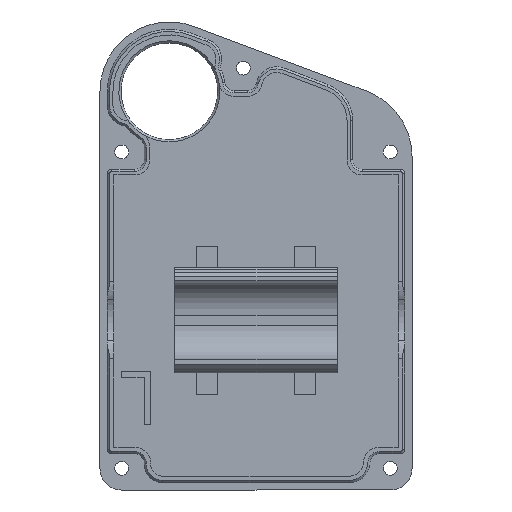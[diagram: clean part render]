
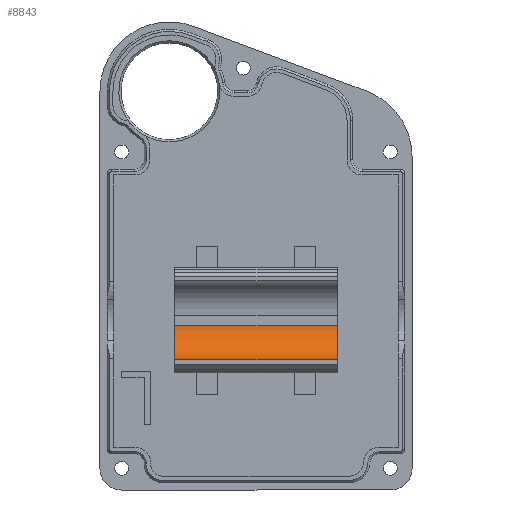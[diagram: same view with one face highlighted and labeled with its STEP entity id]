
A CAD part, left-side view. The second image highlights one B-rep face of the part: STEP entity #8843.
In plain terms, the highlighted cylindrical face has radius 8 mm (diameter 16 mm), a partial arc.
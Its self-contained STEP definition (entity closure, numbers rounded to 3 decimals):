
#37=CYLINDRICAL_SURFACE('',#9296,8.);
#166=CIRCLE('',#9186,8.);
#223=CIRCLE('',#9270,8.);
#911=FACE_OUTER_BOUND('',#1419,.T.);
#1419=EDGE_LOOP('',(#7823,#7824,#7825,#7826));
#2257=LINE('',#15516,#3107);
#2258=LINE('',#15517,#3108);
#3107=VECTOR('',#10850,10.);
#3108=VECTOR('',#10851,10.);
#4181=VERTEX_POINT('',#15141);
#4182=VERTEX_POINT('',#15143);
#4305=VERTEX_POINT('',#15440);
#4306=VERTEX_POINT('',#15442);
#5338=EDGE_CURVE('',#4182,#4181,#166,.T.);
#5490=EDGE_CURVE('',#4306,#4305,#223,.T.);
#5527=EDGE_CURVE('',#4305,#4182,#2257,.T.);
#5528=EDGE_CURVE('',#4181,#4306,#2258,.T.);
#7823=ORIENTED_EDGE('',*,*,#5490,.T.);
#7824=ORIENTED_EDGE('',*,*,#5527,.T.);
#7825=ORIENTED_EDGE('',*,*,#5338,.T.);
#7826=ORIENTED_EDGE('',*,*,#5528,.T.);
#8843=ADVANCED_FACE('',(#911),#37,.F.);
#9186=AXIS2_PLACEMENT_3D('',#15144,#10510,#10511);
#9270=AXIS2_PLACEMENT_3D('',#15443,#10769,#10770);
#9296=AXIS2_PLACEMENT_3D('',#15515,#10848,#10849);
#10510=DIRECTION('center_axis',(0.,1.,0.));
#10511=DIRECTION('ref_axis',(0.707,0.,-0.707));
#10769=DIRECTION('center_axis',(0.,-1.,0.));
#10770=DIRECTION('ref_axis',(0.707,0.,-0.707));
#10848=DIRECTION('center_axis',(0.,1.,0.));
#10849=DIRECTION('ref_axis',(0.707,0.,-0.707));
#10850=DIRECTION('',(0.,1.,0.));
#10851=DIRECTION('',(0.,-1.,0.));
#15141=CARTESIAN_POINT('',(35.5,-17.2,30.));
#15143=CARTESIAN_POINT('',(43.5,-17.2,38.));
#15144=CARTESIAN_POINT('Origin',(35.5,-17.2,38.));
#15440=CARTESIAN_POINT('',(43.5,-54.8,38.));
#15442=CARTESIAN_POINT('',(35.5,-54.8,30.));
#15443=CARTESIAN_POINT('Origin',(35.5,-54.8,38.));
#15515=CARTESIAN_POINT('Origin',(35.5,-45.4,38.));
#15516=CARTESIAN_POINT('',(43.5,-45.4,38.));
#15517=CARTESIAN_POINT('',(35.5,-45.4,30.));
